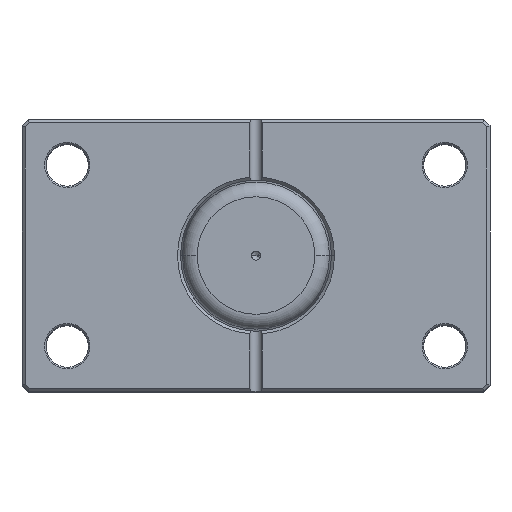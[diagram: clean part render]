
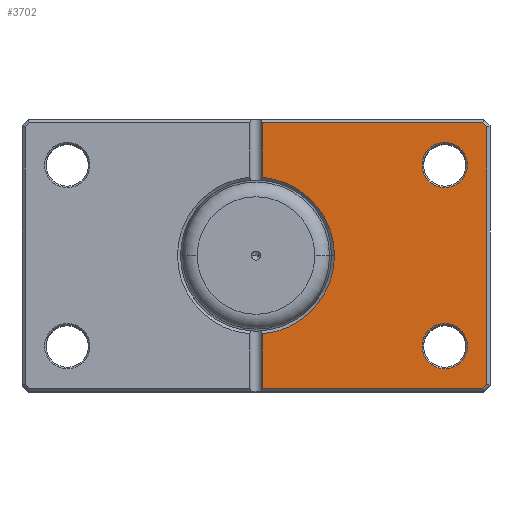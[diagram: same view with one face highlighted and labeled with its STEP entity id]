
A CAD part, top view. The second image highlights one B-rep face of the part: STEP entity #3702.
In plain terms, the highlighted face is planar.
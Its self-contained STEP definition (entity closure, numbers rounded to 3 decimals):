
#37 = EDGE_CURVE ( 'NONE', #2303, #4568, #4354, .T. ) ;
#65 = AXIS2_PLACEMENT_3D ( 'NONE', #4005, #1056, #4518 ) ;
#96 = LINE ( 'NONE', #919, #3853 ) ;
#185 = VERTEX_POINT ( 'NONE', #3625 ) ;
#201 = CARTESIAN_POINT ( 'NONE',  ( -55., -30., 0. ) ) ;
#218 = ORIENTED_EDGE ( 'NONE', *, *, #3399, .T. ) ;
#225 = DIRECTION ( 'NONE',  ( 0., 0., 1. ) ) ;
#317 = EDGE_CURVE ( 'NONE', #5297, #2439, #345, .T. ) ;
#345 = CIRCLE ( 'NONE', #2280, 7.5 ) ;
#376 = ORIENTED_EDGE ( 'NONE', *, *, #2158, .T. ) ;
#435 = VECTOR ( 'NONE', #2596, 1000. ) ;
#507 = EDGE_LOOP ( 'NONE', ( #594, #1858 ) ) ;
#529 = ORIENTED_EDGE ( 'NONE', *, *, #37, .T. ) ;
#594 = ORIENTED_EDGE ( 'NONE', *, *, #2664, .T. ) ;
#696 = CARTESIAN_POINT ( 'NONE',  ( -2., 45., 0. ) ) ;
#701 = VERTEX_POINT ( 'NONE', #1560 ) ;
#725 = VERTEX_POINT ( 'NONE', #1013 ) ;
#919 = CARTESIAN_POINT ( 'NONE',  ( 0., -44., 0. ) ) ;
#956 = ORIENTED_EDGE ( 'NONE', *, *, #3932, .T. ) ;
#1013 = CARTESIAN_POINT ( 'NONE',  ( -75.086, -44., 0. ) ) ;
#1056 = DIRECTION ( 'NONE',  ( 0., 0., 1. ) ) ;
#1124 = CARTESIAN_POINT ( 'NONE',  ( -2., -25.923, 0. ) ) ;
#1157 = CARTESIAN_POINT ( 'NONE',  ( -55., 30., 0. ) ) ;
#1203 = DIRECTION ( 'NONE',  ( 1., 0., 0. ) ) ;
#1360 = VECTOR ( 'NONE', #4807, 1000. ) ;
#1425 = DIRECTION ( 'NONE',  ( 0., 0., 1. ) ) ;
#1477 = EDGE_CURVE ( 'NONE', #5892, #185, #2747, .T. ) ;
#1505 = DIRECTION ( 'NONE',  ( 1., 0., 0. ) ) ;
#1560 = CARTESIAN_POINT ( 'NONE',  ( -2., 44., 0. ) ) ;
#1583 = CARTESIAN_POINT ( 'NONE',  ( -75.086, 44., 0. ) ) ;
#1652 = DIRECTION ( 'NONE',  ( 0., 0., 1. ) ) ;
#1705 = AXIS2_PLACEMENT_3D ( 'NONE', #2663, #225, #1505 ) ;
#1741 = FACE_OUTER_BOUND ( 'NONE', #4338, .T. ) ;
#1796 = CARTESIAN_POINT ( 'NONE',  ( -62.5, -30., 0. ) ) ;
#1815 = VECTOR ( 'NONE', #5094, 1000. ) ;
#1824 = VECTOR ( 'NONE', #2518, 1000. ) ;
#1826 = DIRECTION ( 'NONE',  ( 0., 0., 1. ) ) ;
#1858 = ORIENTED_EDGE ( 'NONE', *, *, #1477, .T. ) ;
#1872 = DIRECTION ( 'NONE',  ( 0., 0., 1. ) ) ;
#2004 = ORIENTED_EDGE ( 'NONE', *, *, #6161, .T. ) ;
#2009 = CARTESIAN_POINT ( 'NONE',  ( -76.5, 0., 0. ) ) ;
#2158 = EDGE_CURVE ( 'NONE', #4568, #725, #96, .T. ) ;
#2199 = EDGE_CURVE ( 'NONE', #6281, #2354, #2331, .T. ) ;
#2257 = LINE ( 'NONE', #2009, #4788 ) ;
#2263 = CARTESIAN_POINT ( 'NONE',  ( -59.543, 59.543, 0. ) ) ;
#2280 = AXIS2_PLACEMENT_3D ( 'NONE', #1796, #1826, #1203 ) ;
#2303 = VERTEX_POINT ( 'NONE', #1124 ) ;
#2331 = CIRCLE ( 'NONE', #65, 26. ) ;
#2354 = VERTEX_POINT ( 'NONE', #5048 ) ;
#2402 = CARTESIAN_POINT ( 'NONE',  ( -2., 45., 0. ) ) ;
#2439 = VERTEX_POINT ( 'NONE', #2706 ) ;
#2450 = ORIENTED_EDGE ( 'NONE', *, *, #4294, .T. ) ;
#2486 = LINE ( 'NONE', #4184, #3706 ) ;
#2518 = DIRECTION ( 'NONE',  ( -0.707, 0.707, 0. ) ) ;
#2593 = AXIS2_PLACEMENT_3D ( 'NONE', #2844, #6264, #3365 ) ;
#2596 = DIRECTION ( 'NONE',  ( 0., -1., 0. ) ) ;
#2633 = DIRECTION ( 'NONE',  ( 1., 0., 0. ) ) ;
#2637 = LINE ( 'NONE', #2263, #1360 ) ;
#2663 = CARTESIAN_POINT ( 'NONE',  ( -62.5, 30., 0. ) ) ;
#2664 = EDGE_CURVE ( 'NONE', #185, #5892, #3687, .T. ) ;
#2706 = CARTESIAN_POINT ( 'NONE',  ( -70., -30., 0. ) ) ;
#2747 = CIRCLE ( 'NONE', #1705, 7.5 ) ;
#2837 = VERTEX_POINT ( 'NONE', #1583 ) ;
#2844 = CARTESIAN_POINT ( 'NONE',  ( 0., 0., 0. ) ) ;
#2872 = ORIENTED_EDGE ( 'NONE', *, *, #4365, .T. ) ;
#2896 = VERTEX_POINT ( 'NONE', #5073 ) ;
#2900 = FACE_BOUND ( 'NONE', #507, .T. ) ;
#3154 = LINE ( 'NONE', #3533, #1824 ) ;
#3184 = VERTEX_POINT ( 'NONE', #5768 ) ;
#3206 = AXIS2_PLACEMENT_3D ( 'NONE', #4862, #1872, #5329 ) ;
#3319 = DIRECTION ( 'NONE',  ( -1., 0., 0. ) ) ;
#3347 = EDGE_LOOP ( 'NONE', ( #956, #4677 ) ) ;
#3365 = DIRECTION ( 'NONE',  ( 1., 0., 0. ) ) ;
#3377 = CARTESIAN_POINT ( 'NONE',  ( 0., 0., 0. ) ) ;
#3399 = EDGE_CURVE ( 'NONE', #725, #2896, #3154, .T. ) ;
#3509 = ORIENTED_EDGE ( 'NONE', *, *, #3575, .T. ) ;
#3533 = CARTESIAN_POINT ( 'NONE',  ( -59.543, -59.543, 0. ) ) ;
#3575 = EDGE_CURVE ( 'NONE', #2837, #701, #2486, .T. ) ;
#3625 = CARTESIAN_POINT ( 'NONE',  ( -70., 30., 0. ) ) ;
#3687 = CIRCLE ( 'NONE', #3206, 7.5 ) ;
#3702 = ADVANCED_FACE ( 'NONE', ( #4259, #2900, #1741 ), #3902, .F. ) ;
#3706 = VECTOR ( 'NONE', #2633, 1000. ) ;
#3853 = VECTOR ( 'NONE', #3319, 1000. ) ;
#3902 = PLANE ( 'NONE',  #5730 ) ;
#3932 = EDGE_CURVE ( 'NONE', #2439, #5297, #4489, .T. ) ;
#4005 = CARTESIAN_POINT ( 'NONE',  ( 0., 0., 0. ) ) ;
#4032 = DIRECTION ( 'NONE',  ( 0., 1., 0. ) ) ;
#4184 = CARTESIAN_POINT ( 'NONE',  ( 0., 44., 0. ) ) ;
#4259 = FACE_BOUND ( 'NONE', #3347, .T. ) ;
#4294 = EDGE_CURVE ( 'NONE', #2896, #3184, #2257, .T. ) ;
#4338 = EDGE_LOOP ( 'NONE', ( #2872, #6089, #2004, #529, #376, #218, #2450, #4958, #3509 ) ) ;
#4354 = LINE ( 'NONE', #2402, #435 ) ;
#4365 = EDGE_CURVE ( 'NONE', #701, #6281, #5865, .T. ) ;
#4367 = AXIS2_PLACEMENT_3D ( 'NONE', #4633, #1652, #5095 ) ;
#4489 = CIRCLE ( 'NONE', #4367, 7.5 ) ;
#4518 = DIRECTION ( 'NONE',  ( 1., 0., 0. ) ) ;
#4568 = VERTEX_POINT ( 'NONE', #6248 ) ;
#4633 = CARTESIAN_POINT ( 'NONE',  ( -62.5, -30., 0. ) ) ;
#4677 = ORIENTED_EDGE ( 'NONE', *, *, #317, .T. ) ;
#4788 = VECTOR ( 'NONE', #4032, 1000. ) ;
#4807 = DIRECTION ( 'NONE',  ( 0.707, 0.707, 0. ) ) ;
#4844 = CIRCLE ( 'NONE', #2593, 26. ) ;
#4862 = CARTESIAN_POINT ( 'NONE',  ( -62.5, 30., 0. ) ) ;
#4893 = DIRECTION ( 'NONE',  ( 1., 0., 0. ) ) ;
#4958 = ORIENTED_EDGE ( 'NONE', *, *, #6075, .T. ) ;
#5048 = CARTESIAN_POINT ( 'NONE',  ( -26., 0., 0. ) ) ;
#5073 = CARTESIAN_POINT ( 'NONE',  ( -76.5, -42.586, 0. ) ) ;
#5094 = DIRECTION ( 'NONE',  ( 0., -1., 0. ) ) ;
#5095 = DIRECTION ( 'NONE',  ( 1., 0., 0. ) ) ;
#5297 = VERTEX_POINT ( 'NONE', #201 ) ;
#5329 = DIRECTION ( 'NONE',  ( 1., 0., 0. ) ) ;
#5730 = AXIS2_PLACEMENT_3D ( 'NONE', #3377, #1425, #4893 ) ;
#5768 = CARTESIAN_POINT ( 'NONE',  ( -76.5, 42.586, 0. ) ) ;
#5837 = CARTESIAN_POINT ( 'NONE',  ( -2., 25.923, 0. ) ) ;
#5865 = LINE ( 'NONE', #696, #1815 ) ;
#5892 = VERTEX_POINT ( 'NONE', #1157 ) ;
#6075 = EDGE_CURVE ( 'NONE', #3184, #2837, #2637, .T. ) ;
#6089 = ORIENTED_EDGE ( 'NONE', *, *, #2199, .T. ) ;
#6161 = EDGE_CURVE ( 'NONE', #2354, #2303, #4844, .T. ) ;
#6248 = CARTESIAN_POINT ( 'NONE',  ( -2., -44., 0. ) ) ;
#6264 = DIRECTION ( 'NONE',  ( 0., 0., 1. ) ) ;
#6281 = VERTEX_POINT ( 'NONE', #5837 ) ;
